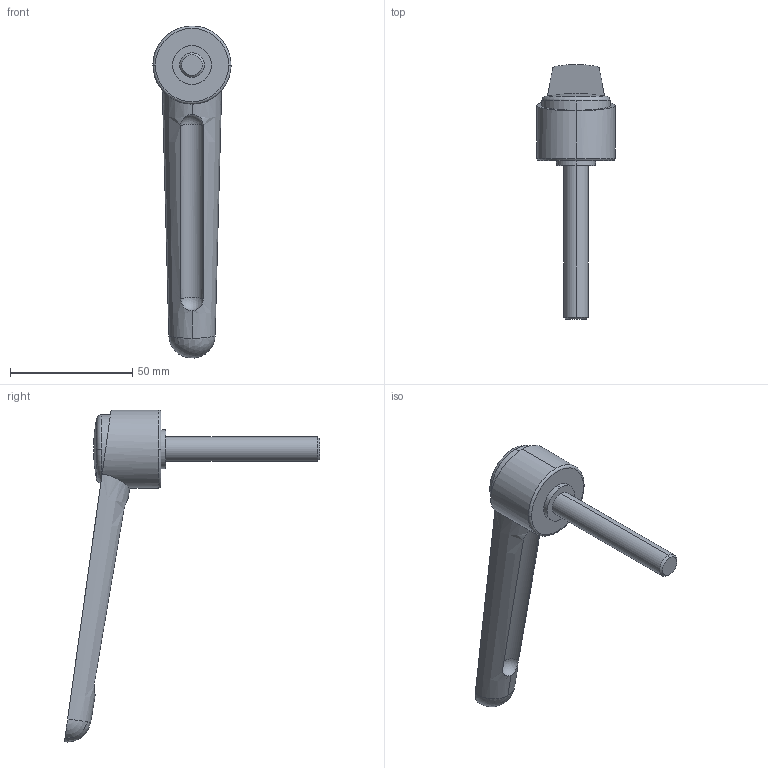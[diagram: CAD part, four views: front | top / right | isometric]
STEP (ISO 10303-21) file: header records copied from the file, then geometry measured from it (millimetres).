
FILE_DESCRIPTION(('STEP AP214'),'1');
FILE_NAME('HALDERN_EH_24441_0875.stp','2020-02-28T09:42:08',('TraceParts'),('TraceParts S.A.'),'Spatial InterOp 3D',' ',' ');
FILE_SCHEMA(('AUTOMOTIVE_DESIGN { 1 0 10303 214 1 1 1 1 }'));
Length unit declared in the file: millimetre
Products named in the file (1): HALDERN_EH_24441_0875
Bounding box: 32 x 104.5 x 136.02 mm (x, y, z)
Volume: 42324.4 mm3; surface area: 12537.2 mm2
Topology: 1 solids, 1 shells, 40 faces, 95 edges, 61 vertices
Faces by surface type: plane 13, cylinder 11, cone 8, torus 4, sphere 4
Entity records: 1663 total; most frequent: CARTESIAN_POINT 396, DIRECTION 208, ORIENTED_EDGE 186, EDGE_CURVE 93, AXIS2_PLACEMENT_3D 88, VERTEX_POINT 61, EDGE_LOOP 46, CIRCLE 43
